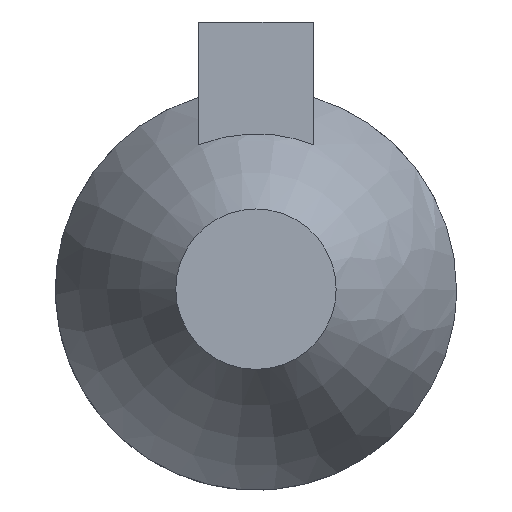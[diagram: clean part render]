
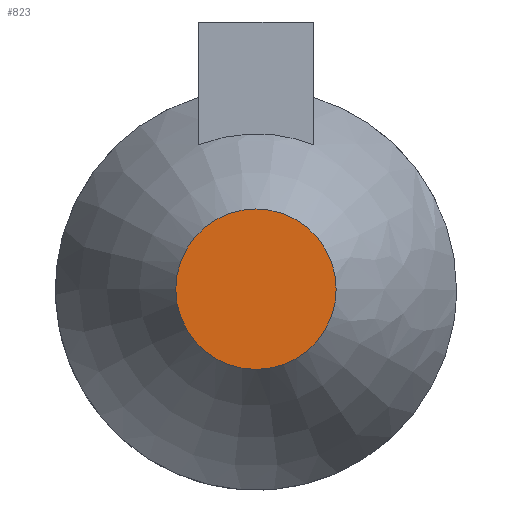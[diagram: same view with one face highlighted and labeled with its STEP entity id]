
A CAD part, top view. The second image highlights one B-rep face of the part: STEP entity #823.
In plain terms, the highlighted planar face has unit normal (0, 0, 1).
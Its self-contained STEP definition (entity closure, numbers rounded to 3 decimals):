
#330 = ( BOUNDED_SURFACE() B_SPLINE_SURFACE(14,4,(
    (#331,#332,#333,#334,#335)
    ,(#336,#337,#338,#339,#340)
    ,(#341,#342,#343,#344,#345)
    ,(#346,#347,#348,#349,#350)
    ,(#351,#352,#353,#354,#355)
    ,(#356,#357,#358,#359,#360)
    ,(#361,#362,#363,#364,#365)
    ,(#366,#367,#368,#369,#370)
    ,(#371,#372,#373,#374,#375)
    ,(#376,#377,#378,#379,#380)
    ,(#381,#382,#383,#384,#385)
    ,(#386,#387,#388,#389,#390)
    ,(#391,#392,#393,#394,#395)
    ,(#396,#397,#398,#399,#400)
    ,(#401,#402,#403,#404,#405
)),.UNSPECIFIED.,.T.,.F.,.F.) B_SPLINE_SURFACE_WITH_KNOTS((15,15),(5,5),
  (0.,6.283),(0.,1.),.PIECEWISE_BEZIER_KNOTS.) 
GEOMETRIC_REPRESENTATION_ITEM() RATIONAL_B_SPLINE_SURFACE((
    (1.,1.,1.,1.,1.)
    ,(1.,1.,1.,1.,1.)
    ,(1.,1.,1.,1.,1.)
    ,(1.,1.,1.,1.,1.)
    ,(1.,1.,1.,1.,1.)
    ,(1.,1.,1.,1.,1.)
    ,(1.,1.,1.,1.,1.)
    ,(1.,1.,1.,1.,1.)
    ,(1.,1.,1.,1.,1.)
    ,(1.,1.,1.,1.,1.)
    ,(1.,1.,1.,1.,1.)
    ,(1.,1.,1.,1.,1.)
    ,(1.,1.,1.,1.,1.)
    ,(1.,1.,1.,1.,1.)
,(1.,1.,1.,1.,1.))) REPRESENTATION_ITEM('') SURFACE() );
#331 = CARTESIAN_POINT('',(5.25,0.,3.));
#332 = CARTESIAN_POINT('',(4.707,0.,
    4.718));
#333 = CARTESIAN_POINT('',(3.966,0.,
    6.442));
#334 = CARTESIAN_POINT('',(3.127,0.,
    7.901));
#335 = CARTESIAN_POINT('',(2.1,0.,9.3));
#336 = CARTESIAN_POINT('',(5.25,2.356,3.));
#337 = CARTESIAN_POINT('',(4.707,2.113,4.718)
  );
#338 = CARTESIAN_POINT('',(3.966,1.78,6.442)
  );
#339 = CARTESIAN_POINT('',(3.127,1.403,7.901)
  );
#340 = CARTESIAN_POINT('',(2.1,0.942,9.3));
#341 = CARTESIAN_POINT('',(4.111,4.712,3.)
  );
#342 = CARTESIAN_POINT('',(3.686,4.225,4.718)
  );
#343 = CARTESIAN_POINT('',(3.106,3.56,6.442)
  );
#344 = CARTESIAN_POINT('',(2.449,2.807,7.901)
  );
#345 = CARTESIAN_POINT('',(1.644,1.885,9.3));
#346 = CARTESIAN_POINT('',(1.834,6.472,3.)
  );
#347 = CARTESIAN_POINT('',(1.644,5.803,4.718));
#348 = CARTESIAN_POINT('',(1.385,4.889,6.442)
  );
#349 = CARTESIAN_POINT('',(1.092,3.855,7.901)
  );
#350 = CARTESIAN_POINT('',(0.733,2.589,9.3)
  );
#351 = CARTESIAN_POINT('',(-1.242,7.04,3.
    ));
#352 = CARTESIAN_POINT('',(-1.114,6.312,4.718
    ));
#353 = CARTESIAN_POINT('',(-0.939,5.318,6.442
    ));
#354 = CARTESIAN_POINT('',(-0.74,4.193,7.901
    ));
#355 = CARTESIAN_POINT('',(-0.497,2.816,9.3)
  );
#356 = CARTESIAN_POINT('',(-4.435,6.032,3.
    ));
#357 = CARTESIAN_POINT('',(-3.976,5.408,4.718)
  );
#358 = CARTESIAN_POINT('',(-3.35,4.557,6.442
    ));
#359 = CARTESIAN_POINT('',(-2.641,3.593,7.901
    ));
#360 = CARTESIAN_POINT('',(-1.774,2.413,9.3
    ));
#361 = CARTESIAN_POINT('',(-6.872,3.496,3.
    ));
#362 = CARTESIAN_POINT('',(-6.162,3.134,4.718
    ));
#363 = CARTESIAN_POINT('',(-5.192,2.641,6.442
    ));
#364 = CARTESIAN_POINT('',(-4.094,2.082,7.901
    ));
#365 = CARTESIAN_POINT('',(-2.749,1.398,9.3
    ));
#366 = CARTESIAN_POINT('',(-7.79,0.,
    3.));
#367 = CARTESIAN_POINT('',(-6.984,0.,
    4.718));
#368 = CARTESIAN_POINT('',(-5.884,0.,
    6.442));
#369 = CARTESIAN_POINT('',(-4.639,0.,
    7.901));
#370 = CARTESIAN_POINT('',(-3.116,0.,
    9.3));
#371 = CARTESIAN_POINT('',(-6.872,-3.496,3.
    ));
#372 = CARTESIAN_POINT('',(-6.162,-3.134,
    4.718));
#373 = CARTESIAN_POINT('',(-5.192,-2.641,
    6.442));
#374 = CARTESIAN_POINT('',(-4.094,-2.082,7.901
    ));
#375 = CARTESIAN_POINT('',(-2.749,-1.398,
    9.3));
#376 = CARTESIAN_POINT('',(-4.435,-6.032,
    3.));
#377 = CARTESIAN_POINT('',(-3.976,-5.408,4.718
    ));
#378 = CARTESIAN_POINT('',(-3.35,-4.557,
    6.442));
#379 = CARTESIAN_POINT('',(-2.641,-3.593,7.901
    ));
#380 = CARTESIAN_POINT('',(-1.774,-2.413,9.3
    ));
#381 = CARTESIAN_POINT('',(-1.242,-7.04,
    3.));
#382 = CARTESIAN_POINT('',(-1.114,-6.312,
    4.718));
#383 = CARTESIAN_POINT('',(-0.939,-5.318,
    6.442));
#384 = CARTESIAN_POINT('',(-0.74,-4.193,
    7.901));
#385 = CARTESIAN_POINT('',(-0.497,-2.816,
    9.3));
#386 = CARTESIAN_POINT('',(1.834,-6.472,3.
    ));
#387 = CARTESIAN_POINT('',(1.644,-5.803,4.718
    ));
#388 = CARTESIAN_POINT('',(1.385,-4.889,6.442
    ));
#389 = CARTESIAN_POINT('',(1.092,-3.855,7.901
    ));
#390 = CARTESIAN_POINT('',(0.733,-2.589,9.3
    ));
#391 = CARTESIAN_POINT('',(4.111,-4.712,3.
    ));
#392 = CARTESIAN_POINT('',(3.686,-4.225,4.718
    ));
#393 = CARTESIAN_POINT('',(3.106,-3.56,6.442)
  );
#394 = CARTESIAN_POINT('',(2.449,-2.807,7.901
    ));
#395 = CARTESIAN_POINT('',(1.644,-1.885,9.3
    ));
#396 = CARTESIAN_POINT('',(5.25,-2.356,3.));
#397 = CARTESIAN_POINT('',(4.707,-2.113,4.718
    ));
#398 = CARTESIAN_POINT('',(3.966,-1.78,6.442
    ));
#399 = CARTESIAN_POINT('',(3.127,-1.403,7.901
    ));
#400 = CARTESIAN_POINT('',(2.1,-0.942,9.3));
#401 = CARTESIAN_POINT('',(5.25,0.,3.));
#402 = CARTESIAN_POINT('',(4.707,0.,
    4.718));
#403 = CARTESIAN_POINT('',(3.966,0.,
    6.442));
#404 = CARTESIAN_POINT('',(3.127,0.,
    7.901));
#405 = CARTESIAN_POINT('',(2.1,0.,9.3));
#727 = VERTEX_POINT('',#728);
#728 = CARTESIAN_POINT('',(2.1,0.,9.3));
#751 = EDGE_CURVE('',#727,#727,#752,.T.);
#752 = SURFACE_CURVE('',#753,(#758,#765),.PCURVE_S1.);
#753 = CIRCLE('',#754,2.1);
#754 = AXIS2_PLACEMENT_3D('',#755,#756,#757);
#755 = CARTESIAN_POINT('',(0.,0.,9.3));
#756 = DIRECTION('',(0.,0.,1.));
#757 = DIRECTION('',(1.,0.,-0.));
#758 = PCURVE('',#330,#759);
#759 = DEFINITIONAL_REPRESENTATION('',(#760),#764);
#760 = LINE('',#761,#762);
#761 = CARTESIAN_POINT('',(0.,1.));
#762 = VECTOR('',#763,1.);
#763 = DIRECTION('',(1.,0.));
#764 = ( GEOMETRIC_REPRESENTATION_CONTEXT(2) 
PARAMETRIC_REPRESENTATION_CONTEXT() REPRESENTATION_CONTEXT('2D SPACE',''
  ) );
#765 = PCURVE('',#766,#771);
#766 = PLANE('',#767);
#767 = AXIS2_PLACEMENT_3D('',#768,#769,#770);
#768 = CARTESIAN_POINT('',(0.,0.,9.3));
#769 = DIRECTION('',(0.,0.,1.));
#770 = DIRECTION('',(1.,0.,0.));
#771 = DEFINITIONAL_REPRESENTATION('',(#772),#776);
#772 = CIRCLE('',#773,2.1);
#773 = AXIS2_PLACEMENT_2D('',#774,#775);
#774 = CARTESIAN_POINT('',(0.,0.));
#775 = DIRECTION('',(1.,0.));
#776 = ( GEOMETRIC_REPRESENTATION_CONTEXT(2) 
PARAMETRIC_REPRESENTATION_CONTEXT() REPRESENTATION_CONTEXT('2D SPACE',''
  ) );
#823 = ADVANCED_FACE('',(#824),#766,.T.);
#824 = FACE_BOUND('',#825,.T.);
#825 = EDGE_LOOP('',(#826));
#826 = ORIENTED_EDGE('',*,*,#751,.T.);
